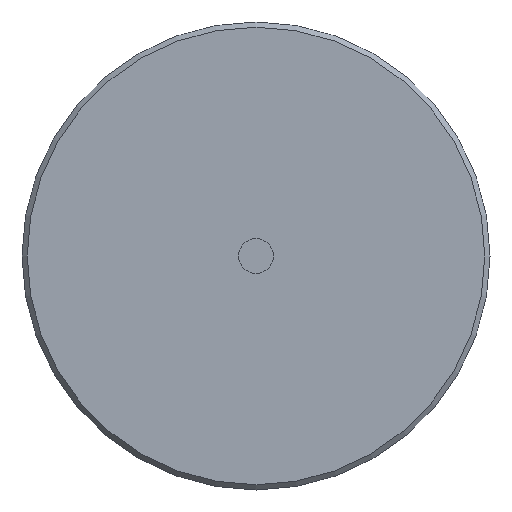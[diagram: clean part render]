
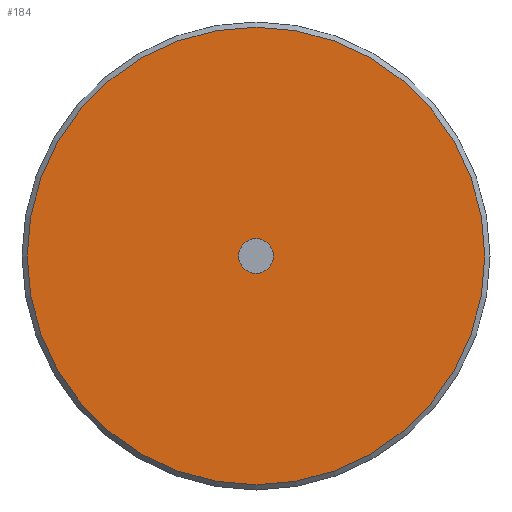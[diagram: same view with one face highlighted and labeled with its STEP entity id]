
A CAD part, front view. The second image highlights one B-rep face of the part: STEP entity #184.
In plain terms, the highlighted planar face has unit normal (0, -1, 0).
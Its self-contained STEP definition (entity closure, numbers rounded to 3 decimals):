
#16=FACE_BOUND('',#46,.T.);
#20=PLANE('',#227);
#31=FACE_OUTER_BOUND('',#45,.T.);
#45=EDGE_LOOP('',(#145));
#46=EDGE_LOOP('',(#146));
#76=CIRCLE('',#220,3.324);
#77=CIRCLE('',#222,44.);
#92=VERTEX_POINT('',#321);
#93=VERTEX_POINT('',#325);
#107=EDGE_CURVE('',#92,#92,#76,.T.);
#109=EDGE_CURVE('',#93,#93,#77,.T.);
#145=ORIENTED_EDGE('',*,*,#109,.F.);
#146=ORIENTED_EDGE('',*,*,#107,.T.);
#184=ADVANCED_FACE('',(#31,#16),#20,.T.);
#220=AXIS2_PLACEMENT_3D('',#322,#255,#256);
#222=AXIS2_PLACEMENT_3D('',#326,#260,#261);
#227=AXIS2_PLACEMENT_3D('',#336,#272,#273);
#255=DIRECTION('center_axis',(0.,1.,0.));
#256=DIRECTION('ref_axis',(1.,0.,0.));
#260=DIRECTION('center_axis',(0.,1.,0.));
#261=DIRECTION('ref_axis',(0.,0.,1.));
#272=DIRECTION('center_axis',(0.,-1.,0.));
#273=DIRECTION('ref_axis',(0.,0.,-1.));
#321=CARTESIAN_POINT('',(-3.324,0.,0.));
#322=CARTESIAN_POINT('Origin',(0.,0.,0.));
#325=CARTESIAN_POINT('',(0.,0.,-44.));
#326=CARTESIAN_POINT('Origin',(0.,0.,0.));
#336=CARTESIAN_POINT('Origin',(0.,0.,0.));
